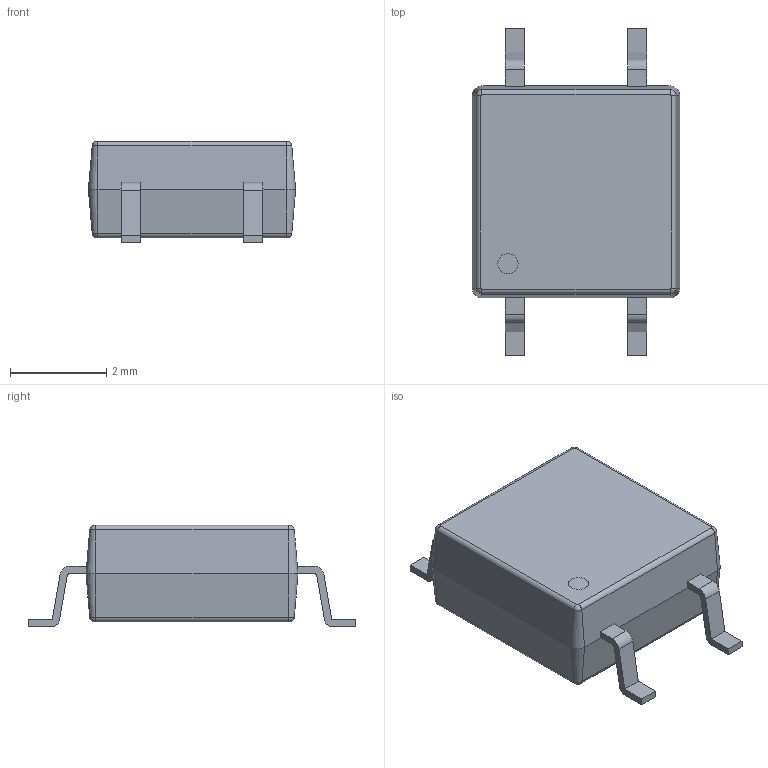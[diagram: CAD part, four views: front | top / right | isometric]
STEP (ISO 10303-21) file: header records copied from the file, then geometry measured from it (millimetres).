
FILE_DESCRIPTION (( 'STEP AP214' ), '1' );
FILE_NAME ('SOP-4_L4.4-W4.3-P2.54-LS6.8-BL.STEP', '2021-08-03T07:14:00', ( 'PC' ), ( 'Microsoft' ), 'SwSTEP 2.0', 'SolidWorks 2018', '' );
FILE_SCHEMA (( 'AUTOMOTIVE_DESIGN' ));
Length unit declared in the file: millimetre
Products named in the file (2): SOP-4_L4.4-W4.3-P2.54-LS6.8-BL
Bounding box: 4.3 x 6.8 x 2.1 mm (x, y, z)
Volume: 36.7 mm3; surface area: 76.5 mm2
Topology: 1 solids, 1 shells, 144 faces, 370 edges, 236 vertices
Faces by surface type: plane 92, cylinder 22, bspline 14, cone 8, torus 8
Entity records: 6635 total; most frequent: CARTESIAN_POINT 1550, ORIENTED_EDGE 740, DIRECTION 670, EDGE_CURVE 370, VECTOR 278, LINE 278, VERTEX_POINT 236, AXIS2_PLACEMENT_3D 196
